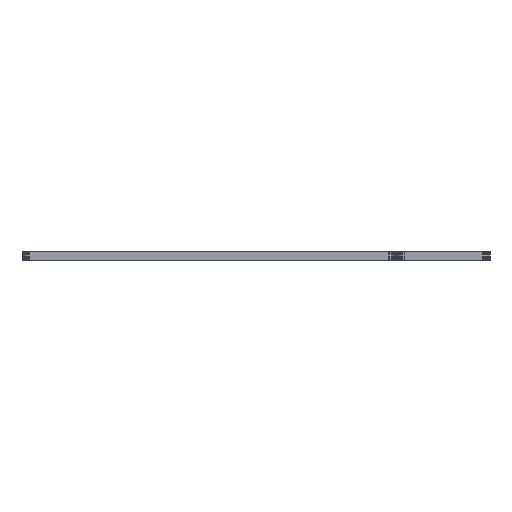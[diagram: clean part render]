
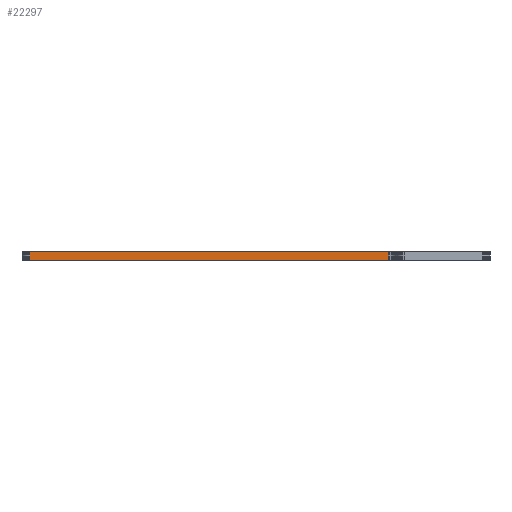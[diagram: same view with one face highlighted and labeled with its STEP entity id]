
A CAD part, front view. The second image highlights one B-rep face of the part: STEP entity #22297.
In plain terms, the highlighted planar face has unit normal (0, -1, 0).
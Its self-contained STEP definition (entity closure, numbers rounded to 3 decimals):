
#90 = PLANE('',#91);
#91 = AXIS2_PLACEMENT_3D('',#92,#93,#94);
#92 = CARTESIAN_POINT('',(37.057,17.094,1.6));
#93 = DIRECTION('',(-0.,-0.,-1.));
#94 = DIRECTION('',(-1.,0.,0.));
#144 = PLANE('',#145);
#145 = AXIS2_PLACEMENT_3D('',#146,#147,#148);
#146 = CARTESIAN_POINT('',(37.057,17.094,0.));
#147 = DIRECTION('',(-0.,-0.,-1.));
#148 = DIRECTION('',(-1.,0.,0.));
#2017 = VERTEX_POINT('',#2018);
#2018 = CARTESIAN_POINT('',(59.51,-8.5,0.));
#2032 = PLANE('',#2033);
#2033 = AXIS2_PLACEMENT_3D('',#2034,#2035,#2036);
#2034 = CARTESIAN_POINT('',(59.743,-8.518,0.));
#2035 = DIRECTION('',(-0.078,-0.997,0.));
#2036 = DIRECTION('',(-0.997,0.078,0.));
#2044 = EDGE_CURVE('',#2017,#2045,#2047,.T.);
#2045 = VERTEX_POINT('',#2046);
#2046 = CARTESIAN_POINT('',(-9.51,-8.5,0.));
#2047 = SURFACE_CURVE('',#2048,(#2052,#2059),.PCURVE_S1.);
#2048 = LINE('',#2049,#2050);
#2049 = CARTESIAN_POINT('',(59.51,-8.5,0.));
#2050 = VECTOR('',#2051,1.);
#2051 = DIRECTION('',(-1.,0.,0.));
#2052 = PCURVE('',#144,#2053);
#2053 = DEFINITIONAL_REPRESENTATION('',(#2054),#2058);
#2054 = LINE('',#2055,#2056);
#2055 = CARTESIAN_POINT('',(-22.453,-25.594));
#2056 = VECTOR('',#2057,1.);
#2057 = DIRECTION('',(1.,0.));
#2058 = ( GEOMETRIC_REPRESENTATION_CONTEXT(2) 
PARAMETRIC_REPRESENTATION_CONTEXT() REPRESENTATION_CONTEXT('2D SPACE',''
  ) );
#2059 = PCURVE('',#2060,#2065);
#2060 = PLANE('',#2061);
#2061 = AXIS2_PLACEMENT_3D('',#2062,#2063,#2064);
#2062 = CARTESIAN_POINT('',(59.51,-8.5,0.));
#2063 = DIRECTION('',(0.,-1.,0.));
#2064 = DIRECTION('',(-1.,0.,0.));
#2065 = DEFINITIONAL_REPRESENTATION('',(#2066),#2070);
#2066 = LINE('',#2067,#2068);
#2067 = CARTESIAN_POINT('',(0.,-0.));
#2068 = VECTOR('',#2069,1.);
#2069 = DIRECTION('',(1.,0.));
#2070 = ( GEOMETRIC_REPRESENTATION_CONTEXT(2) 
PARAMETRIC_REPRESENTATION_CONTEXT() REPRESENTATION_CONTEXT('2D SPACE',''
  ) );
#2088 = PLANE('',#2089);
#2089 = AXIS2_PLACEMENT_3D('',#2090,#2091,#2092);
#2090 = CARTESIAN_POINT('',(-9.51,-8.5,0.));
#2091 = DIRECTION('',(-0.078,-0.997,0.));
#2092 = DIRECTION('',(-0.997,0.078,0.));
#11837 = VERTEX_POINT('',#11838);
#11838 = CARTESIAN_POINT('',(59.51,-8.5,1.6));
#11859 = EDGE_CURVE('',#11837,#11860,#11862,.T.);
#11860 = VERTEX_POINT('',#11861);
#11861 = CARTESIAN_POINT('',(-9.51,-8.5,1.6));
#11862 = SURFACE_CURVE('',#11863,(#11867,#11874),.PCURVE_S1.);
#11863 = LINE('',#11864,#11865);
#11864 = CARTESIAN_POINT('',(59.51,-8.5,1.6));
#11865 = VECTOR('',#11866,1.);
#11866 = DIRECTION('',(-1.,0.,0.));
#11867 = PCURVE('',#90,#11868);
#11868 = DEFINITIONAL_REPRESENTATION('',(#11869),#11873);
#11869 = LINE('',#11870,#11871);
#11870 = CARTESIAN_POINT('',(-22.453,-25.594));
#11871 = VECTOR('',#11872,1.);
#11872 = DIRECTION('',(1.,0.));
#11873 = ( GEOMETRIC_REPRESENTATION_CONTEXT(2) 
PARAMETRIC_REPRESENTATION_CONTEXT() REPRESENTATION_CONTEXT('2D SPACE',''
  ) );
#11874 = PCURVE('',#2060,#11875);
#11875 = DEFINITIONAL_REPRESENTATION('',(#11876),#11880);
#11876 = LINE('',#11877,#11878);
#11877 = CARTESIAN_POINT('',(0.,-1.6));
#11878 = VECTOR('',#11879,1.);
#11879 = DIRECTION('',(1.,0.));
#11880 = ( GEOMETRIC_REPRESENTATION_CONTEXT(2) 
PARAMETRIC_REPRESENTATION_CONTEXT() REPRESENTATION_CONTEXT('2D SPACE',''
  ) );
#22249 = EDGE_CURVE('',#2017,#11837,#22250,.T.);
#22250 = SURFACE_CURVE('',#22251,(#22255,#22262),.PCURVE_S1.);
#22251 = LINE('',#22252,#22253);
#22252 = CARTESIAN_POINT('',(59.51,-8.5,0.));
#22253 = VECTOR('',#22254,1.);
#22254 = DIRECTION('',(0.,0.,1.));
#22255 = PCURVE('',#2032,#22256);
#22256 = DEFINITIONAL_REPRESENTATION('',(#22257),#22261);
#22257 = LINE('',#22258,#22259);
#22258 = CARTESIAN_POINT('',(0.234,0.));
#22259 = VECTOR('',#22260,1.);
#22260 = DIRECTION('',(0.,-1.));
#22261 = ( GEOMETRIC_REPRESENTATION_CONTEXT(2) 
PARAMETRIC_REPRESENTATION_CONTEXT() REPRESENTATION_CONTEXT('2D SPACE',''
  ) );
#22262 = PCURVE('',#2060,#22263);
#22263 = DEFINITIONAL_REPRESENTATION('',(#22264),#22268);
#22264 = LINE('',#22265,#22266);
#22265 = CARTESIAN_POINT('',(0.,-0.));
#22266 = VECTOR('',#22267,1.);
#22267 = DIRECTION('',(0.,-1.));
#22268 = ( GEOMETRIC_REPRESENTATION_CONTEXT(2) 
PARAMETRIC_REPRESENTATION_CONTEXT() REPRESENTATION_CONTEXT('2D SPACE',''
  ) );
#22297 = ADVANCED_FACE('',(#22298),#2060,.T.);
#22298 = FACE_BOUND('',#22299,.T.);
#22299 = EDGE_LOOP('',(#22300,#22301,#22302,#22323));
#22300 = ORIENTED_EDGE('',*,*,#22249,.T.);
#22301 = ORIENTED_EDGE('',*,*,#11859,.T.);
#22302 = ORIENTED_EDGE('',*,*,#22303,.F.);
#22303 = EDGE_CURVE('',#2045,#11860,#22304,.T.);
#22304 = SURFACE_CURVE('',#22305,(#22309,#22316),.PCURVE_S1.);
#22305 = LINE('',#22306,#22307);
#22306 = CARTESIAN_POINT('',(-9.51,-8.5,0.));
#22307 = VECTOR('',#22308,1.);
#22308 = DIRECTION('',(0.,0.,1.));
#22309 = PCURVE('',#2060,#22310);
#22310 = DEFINITIONAL_REPRESENTATION('',(#22311),#22315);
#22311 = LINE('',#22312,#22313);
#22312 = CARTESIAN_POINT('',(69.02,0.));
#22313 = VECTOR('',#22314,1.);
#22314 = DIRECTION('',(0.,-1.));
#22315 = ( GEOMETRIC_REPRESENTATION_CONTEXT(2) 
PARAMETRIC_REPRESENTATION_CONTEXT() REPRESENTATION_CONTEXT('2D SPACE',''
  ) );
#22316 = PCURVE('',#2088,#22317);
#22317 = DEFINITIONAL_REPRESENTATION('',(#22318),#22322);
#22318 = LINE('',#22319,#22320);
#22319 = CARTESIAN_POINT('',(0.,0.));
#22320 = VECTOR('',#22321,1.);
#22321 = DIRECTION('',(0.,-1.));
#22322 = ( GEOMETRIC_REPRESENTATION_CONTEXT(2) 
PARAMETRIC_REPRESENTATION_CONTEXT() REPRESENTATION_CONTEXT('2D SPACE',''
  ) );
#22323 = ORIENTED_EDGE('',*,*,#2044,.F.);
